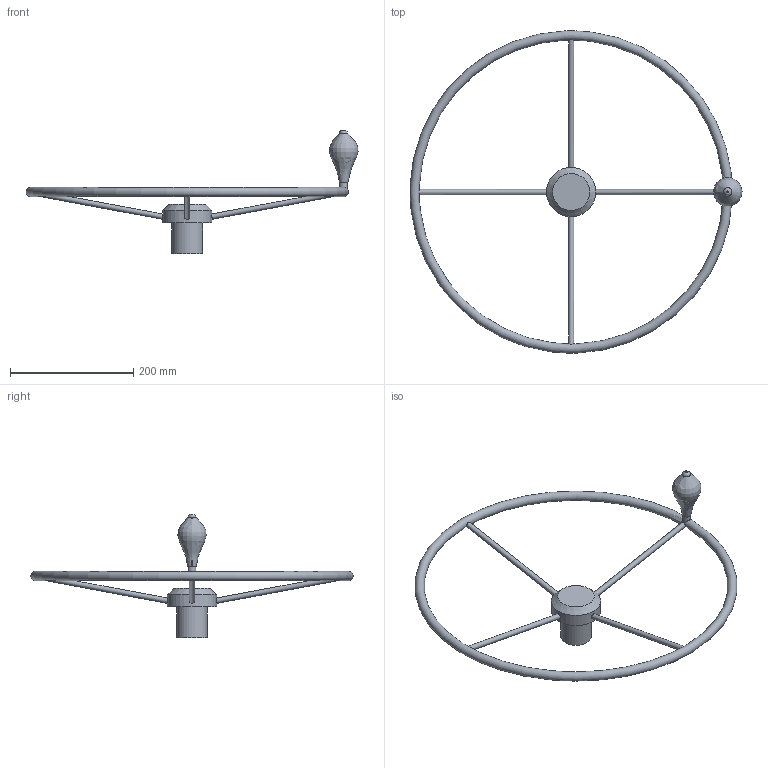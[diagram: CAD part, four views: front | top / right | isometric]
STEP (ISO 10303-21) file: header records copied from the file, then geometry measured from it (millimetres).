
FILE_DESCRIPTION(('FreeCAD Model'),'2;1');
FILE_NAME('Open CASCADE Shape Model','2025-04-29T12:55:08',('FreeCAD'),( 'FreeCAD'),'Open CASCADE STEP processor 7.6','FreeCAD','Unknown');
FILE_SCHEMA(('AUTOMOTIVE_DESIGN { 1 0 10303 214 1 1 1 1 }'));
Length unit declared in the file: millimetre
Products named in the file (1): Open CASCADE STEP translator 7.6 1
Bounding box: 538.61 x 523 x 200 mm (x, y, z)
Volume: 600054.3 mm3; surface area: 142235.7 mm2
Topology: 1 solids, 1 shells, 25 faces, 65 edges, 41 vertices
Faces by surface type: plane 12, cylinder 9, bspline 1, revolution 1, torus 1, cone 1
Full cylindrical faces by diameter (mm): 8.498 x4, 12.91 x1, 13.732 x1, 50 x1, 80 x1
Entity records: 1569 total; most frequent: CARTESIAN_POINT 964, ORIENTED_EDGE 130, DIRECTION 111, EDGE_CURVE 65, AXIS2_PLACEMENT_3D 49, VERTEX_POINT 41, FACE_BOUND 34, EDGE_LOOP 34
